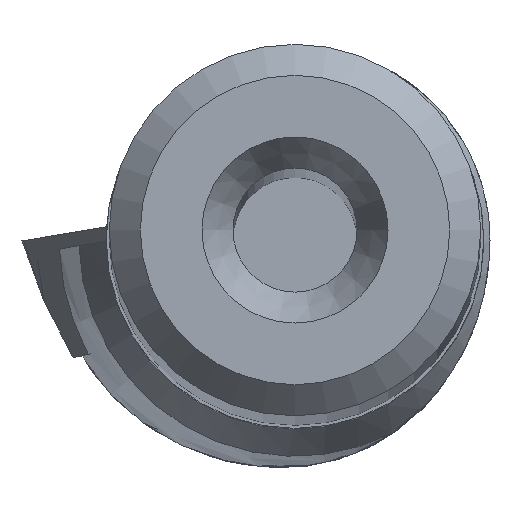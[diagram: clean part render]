
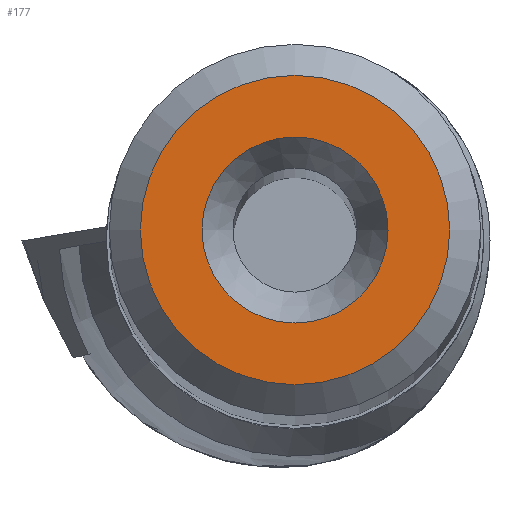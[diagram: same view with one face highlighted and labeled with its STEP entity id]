
A CAD part, top view. The second image highlights one B-rep face of the part: STEP entity #177.
In plain terms, the highlighted planar face has unit normal (0, 0, 1).
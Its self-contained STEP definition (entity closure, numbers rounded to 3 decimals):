
#177=ADVANCED_FACE('',(#331,#332),#205,.T.);
#205=PLANE('',#842);
#331=FACE_BOUND('',#370,.T.);
#332=FACE_BOUND('',#371,.T.);
#370=EDGE_LOOP('',(#477));
#371=EDGE_LOOP('',(#478));
#477=ORIENTED_EDGE('',*,*,#681,.T.);
#478=ORIENTED_EDGE('',*,*,#682,.T.);
#610=VERTEX_POINT('',#1263);
#611=VERTEX_POINT('',#1265);
#681=EDGE_CURVE('',#610,#610,#729,.T.);
#682=EDGE_CURVE('',#611,#611,#730,.T.);
#729=CIRCLE('',#840,2.495);
#730=CIRCLE('',#841,1.5);
#840=AXIS2_PLACEMENT_3D('',#1262,#989,#990);
#841=AXIS2_PLACEMENT_3D('',#1264,#991,#992);
#842=AXIS2_PLACEMENT_3D('',#1266,#993,#994);
#989=DIRECTION('',(0.,0.,1.));
#990=DIRECTION('',(1.,0.,0.));
#991=DIRECTION('',(0.,0.,-1.));
#992=DIRECTION('',(-1.,0.,0.));
#993=DIRECTION('',(0.,0.,1.));
#994=DIRECTION('',(1.,0.,0.));
#1262=CARTESIAN_POINT('',(0.,0.,0.));
#1263=CARTESIAN_POINT('',(2.495,0.,0.));
#1264=CARTESIAN_POINT('',(0.,0.,0.));
#1265=CARTESIAN_POINT('',(-1.5,0.,0.));
#1266=CARTESIAN_POINT('',(0.,0.,0.));
